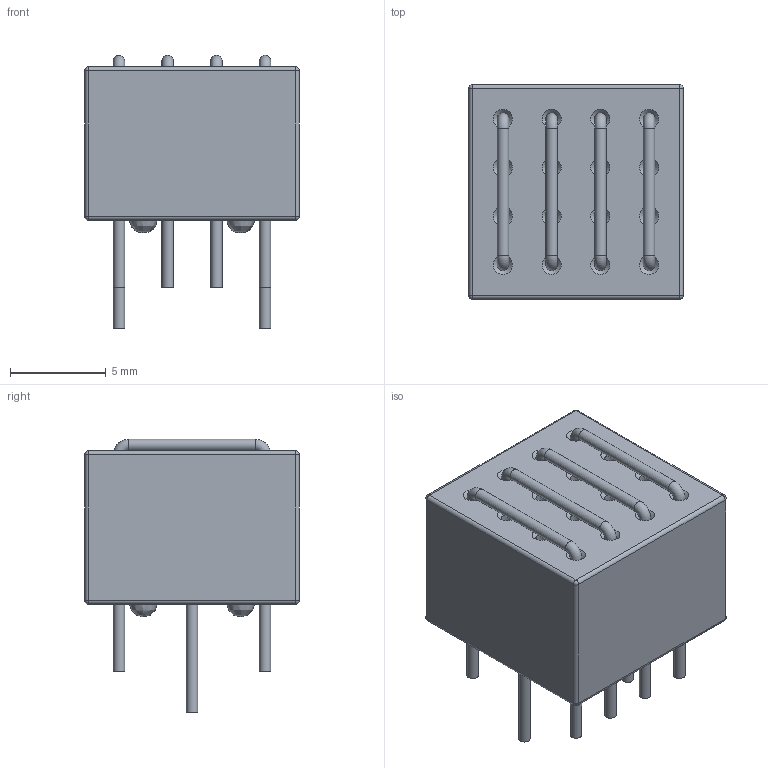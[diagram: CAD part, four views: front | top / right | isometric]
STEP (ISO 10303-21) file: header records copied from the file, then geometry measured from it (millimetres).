
FILE_DESCRIPTION( ( 'Unknown' ), '1' );
FILE_NAME( '742730022.stp', 'Unknown', ( 'Unknown' ), ( 'Unknown' ), 'XStep 1.0', 'Unknown', ' ' );
FILE_SCHEMA( ( 'automotive_design' ) );
Length unit declared in the file: millimetre
Products named in the file (3): Assem1; Gehäuse; Pin
Bounding box: 11.2 x 11.2 x 14.25 mm (x, y, z)
Surface area: 1956 mm2
Topology: 7 solids, 7 shells, 199 faces, 419 edges, 226 vertices
Faces by surface type: cylinder 71, cone 64, plane 30, sphere 16, torus 10, bspline 8
Full cylindrical faces by diameter (mm): 0.6 x47
Entity records: 2916 total; most frequent: CARTESIAN_POINT 431, DIRECTION 410, ORIENTED_EDGE 252, AXIS2_PLACEMENT_3D 193, EDGE_LOOP 182, EDGE_CURVE 126, FACE_OUTER_BOUND 114, VERTEX_POINT 102
